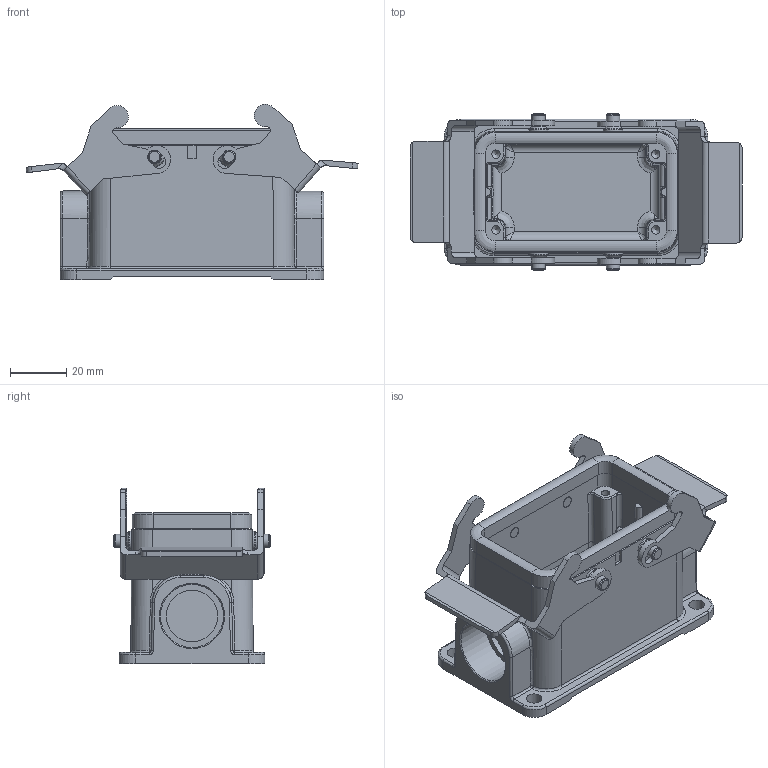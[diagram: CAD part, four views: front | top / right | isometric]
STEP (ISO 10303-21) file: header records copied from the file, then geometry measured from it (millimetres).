
FILE_DESCRIPTION((''),'2;1');
FILE_NAME('04300101231.stp','2020-07-07T14:40:38',('e.eickhoff'),(''),'Autodesk Inventor 2012','Autodesk Inventor 2012','');
FILE_SCHEMA(('AUTOMOTIVE_DESIGN { 1 0 10303 214 1 1 1 1 }'));
Length unit declared in the file: millimetre
Products named in the file (3): 04300101231; Metallbügel Quer
Assembly tree (3 placements, depth 2):
  04300101231
    04300101231
    Metallbügel Quer  x2
Bounding box: 118.4 x 56.06 x 62.52 mm (x, y, z)
Volume: 81430.9 mm3; surface area: 44598 mm2
Topology: 3 solids, 3 shells, 570 faces, 1546 edges, 1048 vertices
Faces by surface type: plane 295, cylinder 176, bspline 42, torus 36, cone 17, sphere 4
Full cylindrical faces by diameter (mm): 0.88 x1, 1.04 x1, 3 x4, 4 x4, 4.8 x4, 5.6 x4, 7 x4, 18.1 x1, 18.5 x1, 21.2 x1, 22.5 x1
Entity records: 19261 total; most frequent: CARTESIAN_POINT 6156, ORIENTED_EDGE 2656, DIRECTION 2572, EDGE_CURVE 1328, VERTEX_POINT 939, AXIS2_PLACEMENT_3D 900, VECTOR 772, LINE 772
